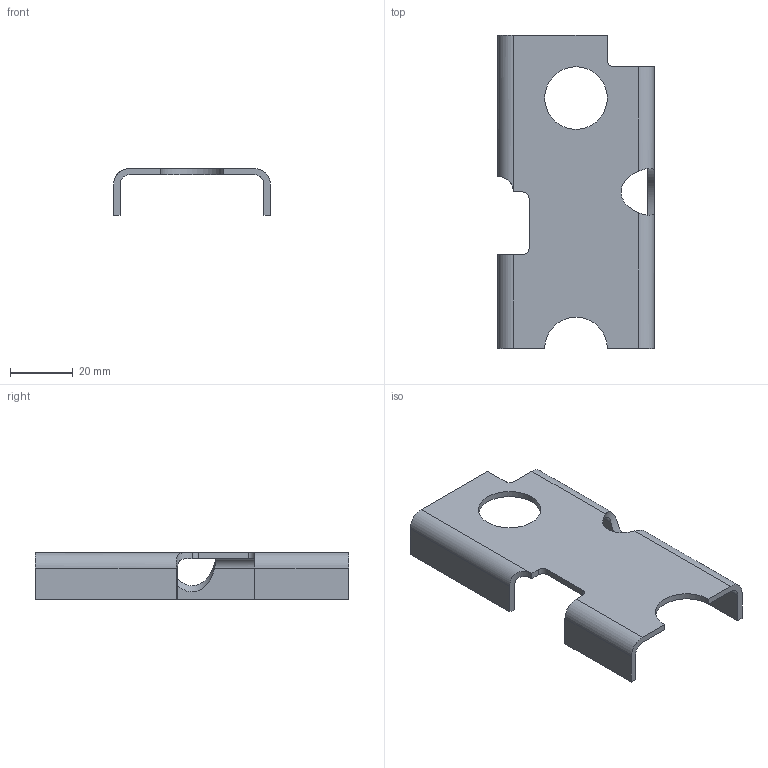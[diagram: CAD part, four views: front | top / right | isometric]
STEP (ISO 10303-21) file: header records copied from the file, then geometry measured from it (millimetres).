
FILE_DESCRIPTION(('Open CASCADE Model'),'2;1');
FILE_NAME('Open CASCADE Shape Model','2024-12-17T16:25:25',('Author'),( 'Open CASCADE'),'Open CASCADE STEP processor 7.6','Open CASCADE 7.6' ,'Unknown');
FILE_SCHEMA(('AUTOMOTIVE_DESIGN { 1 0 10303 214 1 1 1 1 }'));
Length unit declared in the file: millimetre
Products named in the file (1): Open CASCADE STEP translator 7.6 4
Bounding box: 50 x 100 x 15 mm (x, y, z)
Volume: 11601.6 mm3; surface area: 12644.7 mm2
Topology: 1 solids, 1 shells, 34 faces, 100 edges, 66 vertices
Faces by surface type: plane 19, cylinder 15
Full cylindrical faces by diameter (mm): 15 x1, 20 x1
Entity records: 3028 total; most frequent: CARTESIAN_POINT 1161, DIRECTION 308, ORIENTED_EDGE 200, PCURVE 200, DEFINITIONAL_REPRESENTATION 200, LINE 164, VECTOR 164, EDGE_CURVE 100
